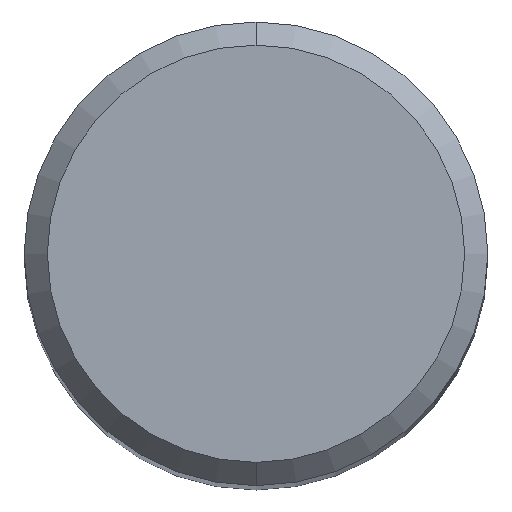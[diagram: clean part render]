
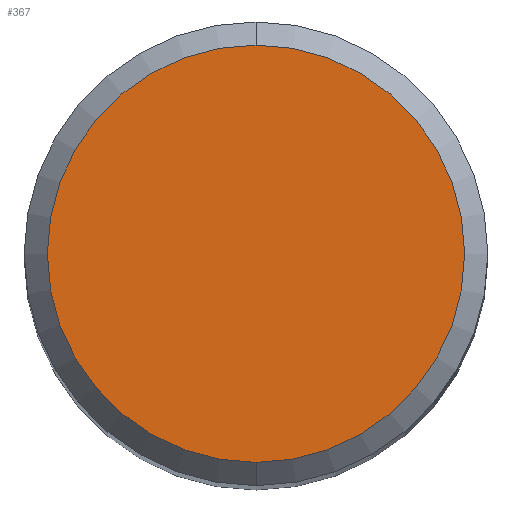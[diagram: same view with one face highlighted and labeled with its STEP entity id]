
A CAD part, top view. The second image highlights one B-rep face of the part: STEP entity #367.
In plain terms, the highlighted planar face has unit normal (0, 0, 1).
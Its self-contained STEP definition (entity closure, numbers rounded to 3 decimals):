
#261=EDGE_CURVE('',#407,#391,#574,.T.);
#273=EDGE_CURVE('',#391,#407,#586,.T.);
#367=ADVANCED_FACE('',(#688),#689,.T.);
#391=VERTEX_POINT('',#715);
#407=VERTEX_POINT('',#734);
#574=CIRCLE('',#1014,5.4);
#586=CIRCLE('',#1040,5.4);
#688=FACE_OUTER_BOUND('',#1279,.T.);
#689=PLANE('',#1280);
#715=CARTESIAN_POINT('',(0.,-5.4,0.0));
#734=CARTESIAN_POINT('',(0.0,5.4,0.0));
#1014=AXIS2_PLACEMENT_3D('',#1582,#1583,#1584);
#1040=AXIS2_PLACEMENT_3D('',#1589,#1590,#1591);
#1279=EDGE_LOOP('',(#1708,#1709));
#1280=AXIS2_PLACEMENT_3D('',#1710,#1711,#1712);
#1582=CARTESIAN_POINT('',(0.0,0.0,0.0));
#1583=DIRECTION('',(0.0,0.0,-1.0));
#1584=DIRECTION('',(0.0,1.0,0.0));
#1589=CARTESIAN_POINT('',(0.0,0.0,0.0));
#1590=DIRECTION('',(0.0,0.0,-1.0));
#1591=DIRECTION('',(0.0,1.0,0.0));
#1708=ORIENTED_EDGE('',*,*,#261,.F.);
#1709=ORIENTED_EDGE('',*,*,#273,.F.);
#1710=CARTESIAN_POINT('',(0.0,2.7,0.0));
#1711=DIRECTION('',(-0.0,0.0,1.0));
#1712=DIRECTION('',(0.0,-1.0,0.0));
